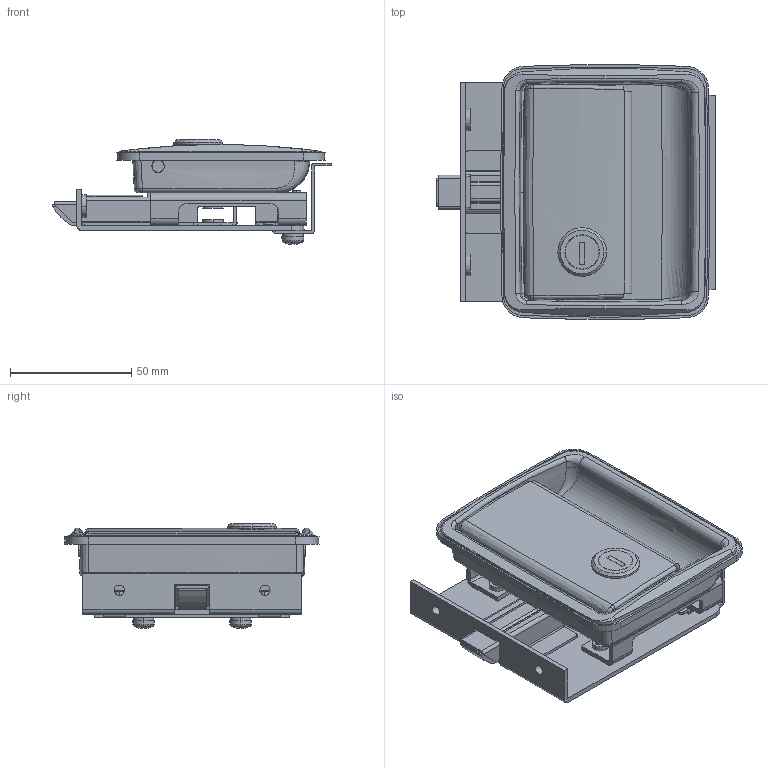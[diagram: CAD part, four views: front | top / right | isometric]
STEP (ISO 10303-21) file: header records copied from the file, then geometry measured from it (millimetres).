
FILE_DESCRIPTION (( 'STEP AP203' ), '1' );
FILE_NAME ('A-1151R-11-1.STEP', '2021-02-22T07:26:58', ( '' ), ( '' ), 'SwSTEP 2.0', 'SolidWorks 2018', '' );
FILE_SCHEMA (( 'CONFIG_CONTROL_DESIGN' ));
Length unit declared in the file: millimetre
Products named in the file (26): A-1151R-11-1_cross-recessed flat head screw_ver1.03__M5x10十字穴付皿小ねじ(SUS); A-1151R-11-1_plate Assy_; A-1151R-11-1_handle Assy_; A-1151R-11-1_latch Assy_; A-1151R-11-1_trigger_; A-1151R-11-1_handle_; A-1151R-11-1_body Assy_; A-1151R-11-1_base_; A-1151R-11-1_plate_; A-1151R-11-1_lock Assy_; A-1151R-11-1_plate guide_; A-1151R-11-1_body_; A-1151R-11-1_latch head_; A-1151R-11-1_rotor_; A-1151R-11-1_latch inside_; A-1151R-11-1_packing_; A-1151R-11-1_lock plate_; A-1151R-11-1_lever pin_; A-1151R-11-1_hexagon nut_; A-1151R-11-1_latch guide_; A-1151R-11-1_hold plate_; A-1151R-11-1_latch outside_; A-1151R-11-1_cross-recessed head machine screw_ver1.05__M5x10十字穴付なべ小ねじ(SUS)SWシングルセムス(P2); A-1151R-11-1_housing_; A-1151R-11-1; A-1151R-11-1_assist trigger_
Assembly tree (30 placements, depth 4):
  A-1151R-11-1
    A-1151R-11-1_body Assy_
      A-1151R-11-1_body_
    A-1151R-11-1_handle Assy_
      A-1151R-11-1_handle_
      A-1151R-11-1_lock Assy_
        A-1151R-11-1_housing_
        A-1151R-11-1_lock plate_
        A-1151R-11-1_rotor_
        A-1151R-11-1_hexagon nut_
      A-1151R-11-1_trigger_
      A-1151R-11-1_assist trigger_
    A-1151R-11-1_lever pin_
    A-1151R-11-1_packing_
    A-1151R-11-1_plate Assy_
      A-1151R-11-1_plate_
      A-1151R-11-1_plate guide_
      A-1151R-11-1_latch guide_
    A-1151R-11-1_latch Assy_
      A-1151R-11-1_latch inside_
      A-1151R-11-1_latch outside_
    A-1151R-11-1_latch head_
    A-1151R-11-1_cross-recessed flat head screw_ver1.03__M5x10十字穴付皿小ねじ(SUS)  x4
    A-1151R-11-1_hold plate_
    A-1151R-11-1_cross-recessed head machine screw_ver1.05__M5x10十字穴付なべ小ねじ(SUS)SWシングルセムス(P2)  x2
    A-1151R-11-1_base_  x2
Bounding box: 114.65 x 104.92 x 43.26 mm (x, y, z)
Volume: 75310.5 mm3; surface area: 108556.1 mm2
Topology: 25 solids, 25 shells, 1242 faces, 3248 edges, 2084 vertices
Faces by surface type: plane 603, cylinder 480, cone 66, bspline 49, torus 30, sphere 14
Entity records: 39637 total; most frequent: CARTESIAN_POINT 10875, ORIENTED_EDGE 5468, DIRECTION 5371, EDGE_CURVE 2734, AXIS2_PLACEMENT_3D 1919, VERTEX_POINT 1756, LINE 1533, VECTOR 1533
